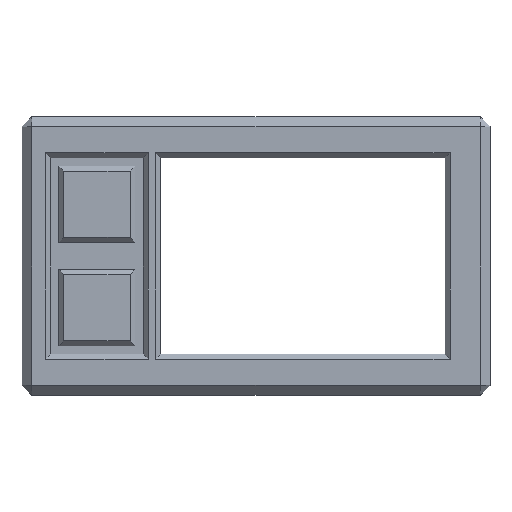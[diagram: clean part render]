
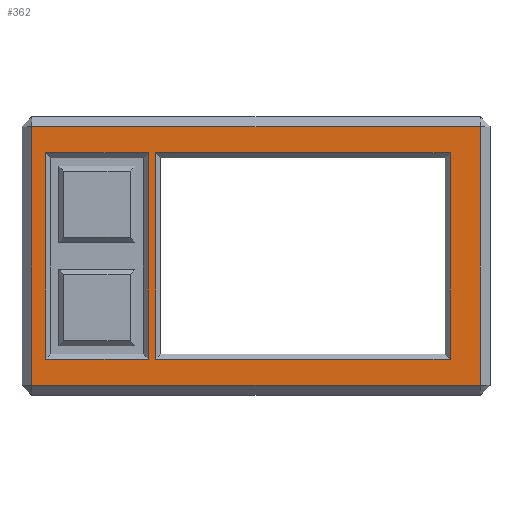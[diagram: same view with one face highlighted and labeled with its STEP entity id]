
A CAD part, top view. The second image highlights one B-rep face of the part: STEP entity #362.
In plain terms, the highlighted planar face has unit normal (0, 0, 1).
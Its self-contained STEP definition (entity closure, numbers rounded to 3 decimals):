
#93 = VERTEX_POINT('',#94);
#94 = CARTESIAN_POINT('',(-20.6,21.15,6.));
#102 = VERTEX_POINT('',#103);
#103 = CARTESIAN_POINT('',(39.8,21.15,6.));
#109 = EDGE_CURVE('',#93,#102,#110,.T.);
#110 = LINE('',#111,#112);
#111 = CARTESIAN_POINT('',(-19.6,21.15,6.));
#112 = VECTOR('',#113,1.);
#113 = DIRECTION('',(1.,0.,0.));
#343 = VERTEX_POINT('',#344);
#344 = CARTESIAN_POINT('',(-20.6,-21.15,6.));
#352 = EDGE_CURVE('',#343,#93,#353,.T.);
#353 = LINE('',#354,#355);
#354 = CARTESIAN_POINT('',(-20.6,-20.15,6.));
#355 = VECTOR('',#356,1.);
#356 = DIRECTION('',(0.,1.,0.));
#362 = ADVANCED_FACE('',(#363,#381,#415),#449,.T.);
#363 = FACE_BOUND('',#364,.T.);
#364 = EDGE_LOOP('',(#365,#366,#374,#380));
#365 = ORIENTED_EDGE('',*,*,#109,.T.);
#366 = ORIENTED_EDGE('',*,*,#367,.T.);
#367 = EDGE_CURVE('',#102,#368,#370,.T.);
#368 = VERTEX_POINT('',#369);
#369 = CARTESIAN_POINT('',(39.8,-21.15,6.));
#370 = LINE('',#371,#372);
#371 = CARTESIAN_POINT('',(39.8,20.15,6.));
#372 = VECTOR('',#373,1.);
#373 = DIRECTION('',(0.,-1.,0.));
#374 = ORIENTED_EDGE('',*,*,#375,.T.);
#375 = EDGE_CURVE('',#368,#343,#376,.T.);
#376 = LINE('',#377,#378);
#377 = CARTESIAN_POINT('',(38.8,-21.15,6.));
#378 = VECTOR('',#379,1.);
#379 = DIRECTION('',(-1.,0.,0.));
#380 = ORIENTED_EDGE('',*,*,#352,.T.);
#381 = FACE_BOUND('',#382,.T.);
#382 = EDGE_LOOP('',(#383,#393,#401,#409));
#383 = ORIENTED_EDGE('',*,*,#384,.F.);
#384 = EDGE_CURVE('',#385,#387,#389,.T.);
#385 = VERTEX_POINT('',#386);
#386 = CARTESIAN_POINT('',(-46.,26.55,6.));
#387 = VERTEX_POINT('',#388);
#388 = CARTESIAN_POINT('',(46.,26.55,6.));
#389 = LINE('',#390,#391);
#390 = CARTESIAN_POINT('',(-48.,26.55,6.));
#391 = VECTOR('',#392,1.);
#392 = DIRECTION('',(1.,0.,0.));
#393 = ORIENTED_EDGE('',*,*,#394,.F.);
#394 = EDGE_CURVE('',#395,#385,#397,.T.);
#395 = VERTEX_POINT('',#396);
#396 = CARTESIAN_POINT('',(-46.,-26.55,6.));
#397 = LINE('',#398,#399);
#398 = CARTESIAN_POINT('',(-46.,-28.55,6.));
#399 = VECTOR('',#400,1.);
#400 = DIRECTION('',(0.,1.,0.));
#401 = ORIENTED_EDGE('',*,*,#402,.F.);
#402 = EDGE_CURVE('',#403,#395,#405,.T.);
#403 = VERTEX_POINT('',#404);
#404 = CARTESIAN_POINT('',(46.,-26.55,6.));
#405 = LINE('',#406,#407);
#406 = CARTESIAN_POINT('',(48.,-26.55,6.));
#407 = VECTOR('',#408,1.);
#408 = DIRECTION('',(-1.,0.,0.));
#409 = ORIENTED_EDGE('',*,*,#410,.F.);
#410 = EDGE_CURVE('',#387,#403,#411,.T.);
#411 = LINE('',#412,#413);
#412 = CARTESIAN_POINT('',(46.,28.55,6.));
#413 = VECTOR('',#414,1.);
#414 = DIRECTION('',(0.,-1.,0.));
#415 = FACE_BOUND('',#416,.T.);
#416 = EDGE_LOOP('',(#417,#427,#435,#443));
#417 = ORIENTED_EDGE('',*,*,#418,.T.);
#418 = EDGE_CURVE('',#419,#421,#423,.T.);
#419 = VERTEX_POINT('',#420);
#420 = CARTESIAN_POINT('',(-43.15,-21.15,6.));
#421 = VERTEX_POINT('',#422);
#422 = CARTESIAN_POINT('',(-43.15,21.15,6.));
#423 = LINE('',#424,#425);
#424 = CARTESIAN_POINT('',(-43.15,-20.15,6.));
#425 = VECTOR('',#426,1.);
#426 = DIRECTION('',(0.,1.,0.));
#427 = ORIENTED_EDGE('',*,*,#428,.T.);
#428 = EDGE_CURVE('',#421,#429,#431,.T.);
#429 = VERTEX_POINT('',#430);
#430 = CARTESIAN_POINT('',(-22.1,21.15,6.));
#431 = LINE('',#432,#433);
#432 = CARTESIAN_POINT('',(-42.15,21.15,6.));
#433 = VECTOR('',#434,1.);
#434 = DIRECTION('',(1.,0.,0.));
#435 = ORIENTED_EDGE('',*,*,#436,.T.);
#436 = EDGE_CURVE('',#429,#437,#439,.T.);
#437 = VERTEX_POINT('',#438);
#438 = CARTESIAN_POINT('',(-22.1,-21.15,6.));
#439 = LINE('',#440,#441);
#440 = CARTESIAN_POINT('',(-22.1,20.15,6.));
#441 = VECTOR('',#442,1.);
#442 = DIRECTION('',(0.,-1.,0.));
#443 = ORIENTED_EDGE('',*,*,#444,.T.);
#444 = EDGE_CURVE('',#437,#419,#445,.T.);
#445 = LINE('',#446,#447);
#446 = CARTESIAN_POINT('',(-23.1,-21.15,6.));
#447 = VECTOR('',#448,1.);
#448 = DIRECTION('',(-1.,0.,0.));
#449 = PLANE('',#450);
#450 = AXIS2_PLACEMENT_3D('',#451,#452,#453);
#451 = CARTESIAN_POINT('',(3.763,0.,6.));
#452 = DIRECTION('',(0.,0.,1.));
#453 = DIRECTION('',(1.,0.,0.));
